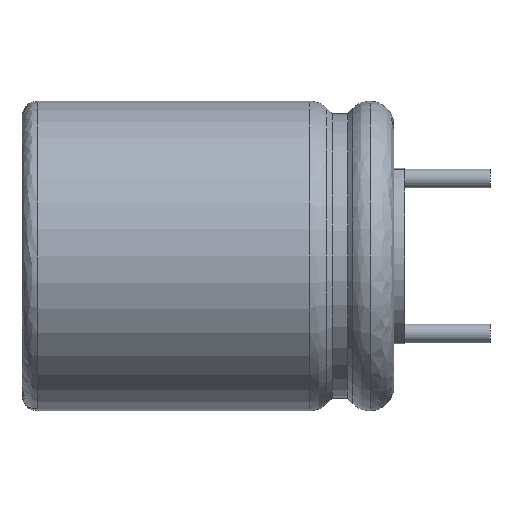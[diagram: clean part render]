
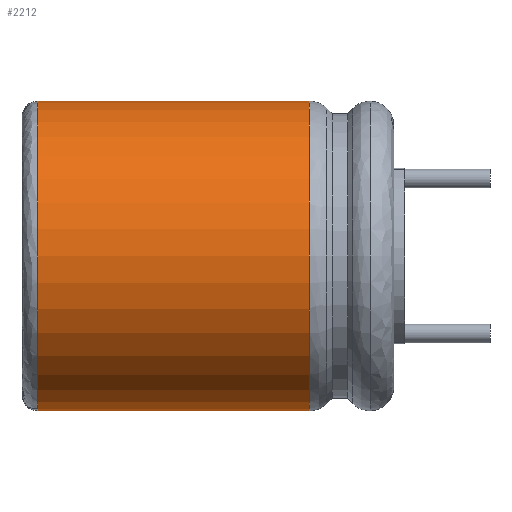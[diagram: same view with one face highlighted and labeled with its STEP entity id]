
A CAD part, left-side view. The second image highlights one B-rep face of the part: STEP entity #2212.
In plain terms, the highlighted cylindrical face has radius 5 mm (diameter 10 mm), a partial arc.
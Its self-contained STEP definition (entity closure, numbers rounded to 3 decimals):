
#675 = DIRECTION ( 'NONE',  ( 0., 0., -1. ) ) ;
#679 = DIRECTION ( 'NONE',  ( 0., 1., 0. ) ) ;
#2143 = CARTESIAN_POINT ( 'NONE',  ( 0., 5., 11.5 ) ) ;
#2212 = ADVANCED_FACE ( 'NONE', ( #15071 ), #5484, .T. ) ;
#2252 = VERTEX_POINT ( 'NONE', #11571 ) ;
#2260 = AXIS2_PLACEMENT_3D ( 'NONE', #16444, #14881, #679 ) ;
#2609 = LINE ( 'NONE', #13329, #12530 ) ;
#3284 = EDGE_CURVE ( 'NONE', #2252, #14685, #18051, .T. ) ;
#4187 = VERTEX_POINT ( 'NONE', #10882 ) ;
#4618 = EDGE_CURVE ( 'NONE', #9685, #4187, #11167, .T. ) ;
#4900 = ORIENTED_EDGE ( 'NONE', *, *, #3284, .T. ) ;
#5091 = LINE ( 'NONE', #11194, #12917 ) ;
#5484 = CYLINDRICAL_SURFACE ( 'NONE', #6191, 5. ) ;
#5958 = EDGE_CURVE ( 'NONE', #2252, #4187, #2609, .T. ) ;
#6191 = AXIS2_PLACEMENT_3D ( 'NONE', #19803, #11778, #19706 ) ;
#9685 = VERTEX_POINT ( 'NONE', #19133 ) ;
#10144 = EDGE_LOOP ( 'NONE', ( #12826, #4900, #15640, #19772 ) ) ;
#10452 = DIRECTION ( 'NONE',  ( 0., 0., 1. ) ) ;
#10858 = CARTESIAN_POINT ( 'NONE',  ( 0., 0., 2.731 ) ) ;
#10882 = CARTESIAN_POINT ( 'NONE',  ( 0., -5., 2.731 ) ) ;
#11167 = CIRCLE ( 'NONE', #14787, 5. ) ;
#11194 = CARTESIAN_POINT ( 'NONE',  ( 0., 5., 0. ) ) ;
#11571 = CARTESIAN_POINT ( 'NONE',  ( 0., -5., 11.5 ) ) ;
#11778 = DIRECTION ( 'NONE',  ( 0., 0., -1. ) ) ;
#12530 = VECTOR ( 'NONE', #675, 1000. ) ;
#12536 = DIRECTION ( 'NONE',  ( 0., 0., -1. ) ) ;
#12826 = ORIENTED_EDGE ( 'NONE', *, *, #5958, .F. ) ;
#12917 = VECTOR ( 'NONE', #12536, 1000. ) ;
#13329 = CARTESIAN_POINT ( 'NONE',  ( 0., -5., 0. ) ) ;
#14685 = VERTEX_POINT ( 'NONE', #2143 ) ;
#14787 = AXIS2_PLACEMENT_3D ( 'NONE', #10858, #10452, #17152 ) ;
#14881 = DIRECTION ( 'NONE',  ( 0., 0., -1. ) ) ;
#15071 = FACE_OUTER_BOUND ( 'NONE', #10144, .T. ) ;
#15640 = ORIENTED_EDGE ( 'NONE', *, *, #16174, .T. ) ;
#16174 = EDGE_CURVE ( 'NONE', #14685, #9685, #5091, .T. ) ;
#16444 = CARTESIAN_POINT ( 'NONE',  ( 0., 0., 11.5 ) ) ;
#17152 = DIRECTION ( 'NONE',  ( 0., 1., 0. ) ) ;
#18051 = CIRCLE ( 'NONE', #2260, 5. ) ;
#19133 = CARTESIAN_POINT ( 'NONE',  ( 0., 5., 2.731 ) ) ;
#19706 = DIRECTION ( 'NONE',  ( 0., 1., 0. ) ) ;
#19772 = ORIENTED_EDGE ( 'NONE', *, *, #4618, .T. ) ;
#19803 = CARTESIAN_POINT ( 'NONE',  ( 0., 0., 0. ) ) ;
